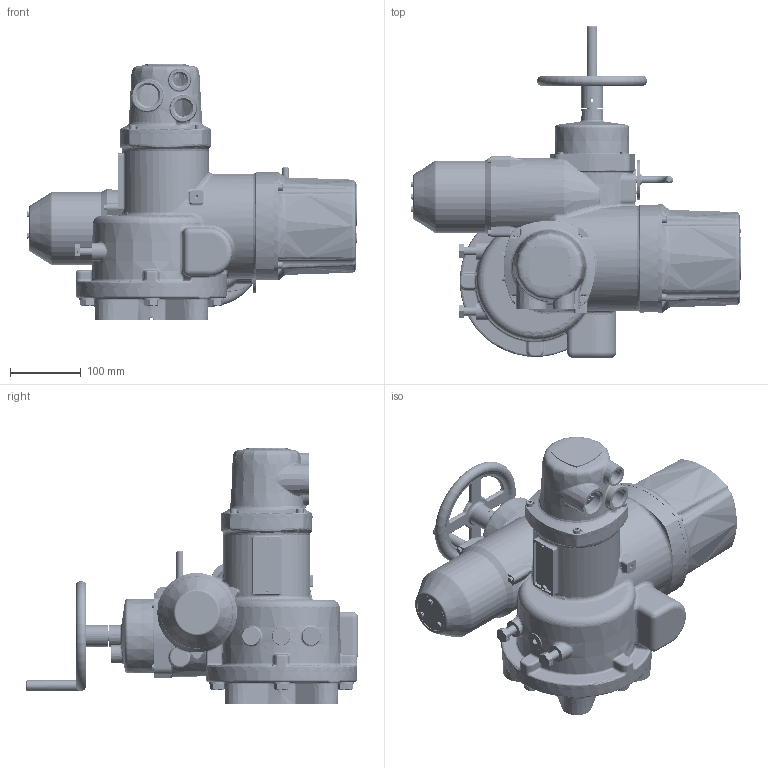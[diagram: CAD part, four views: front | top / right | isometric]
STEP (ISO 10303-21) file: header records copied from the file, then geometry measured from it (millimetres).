
FILE_DESCRIPTION(/* description */ ('Unknown'),/* implementation_level */ '2;1');
FILE_NAME(/* name */ 'CKQ1000-BASIC',/* time_stamp */ '2022-09-13T11:40:55+05:00',/* author */ ('Unknown'),/* organization */ ('Unknown'),/* preprocessor_version */ 'ST-DEVELOPER v16.7',/* originating_system */ 'Solid Edge',/* authorisation */ 'Unknown');
FILE_SCHEMA (('AUTOMOTIVE_DESIGN {1 0 10303 214 3 1 1}'));
Products named in the file (3): CKQ1000-BASIC; CKQ1000-SET; B7752
Assembly tree (2 placements, depth 2):
  CKQ1000-BASIC
    CKQ1000-SET
    B7752
Bounding box: 465.25 x 467.75 x 361 mm (x, y, z)
Volume: 5324766.8 mm3; surface area: 1332013.2 mm2
Topology: 65 solids, 65 shells, 4081 faces, 10007 edges, 6200 vertices
Faces by surface type: plane 1411, cylinder 1186, bspline 661, torus 376, cone 342, sphere 105
Full cylindrical faces by diameter (mm): 1.2 x2, 2.387 x9, 2.459 x19, 3 x4, 3.1 x4, 3.12 x1, 3.14 x1, 3.2 x10, 3.242 x26, 3.98 x1, 4 x9, 4.02 x1, 4.1 x1, 4.134 x30, 4.2 x3, 4.5 x4, 4.917 x18, 5 x14, 5.1 x10, 5.2 x3, 5.5 x10, 6 x12, 6.1 x1, 6.3 x4, 6.6 x4, 6.647 x3, 7 x3, 7.188 x1, 7.22 x2, 7.97 x4
Entity records: 158254 total; most frequent: CARTESIAN_POINT 51510, ORIENTED_EDGE 17824, DIRECTION 17510, EDGE_CURVE 8912, AXIS2_PLACEMENT_3D 7110, VERTEX_POINT 5942, FACE_BOUND 5256, EDGE_LOOP 5184
